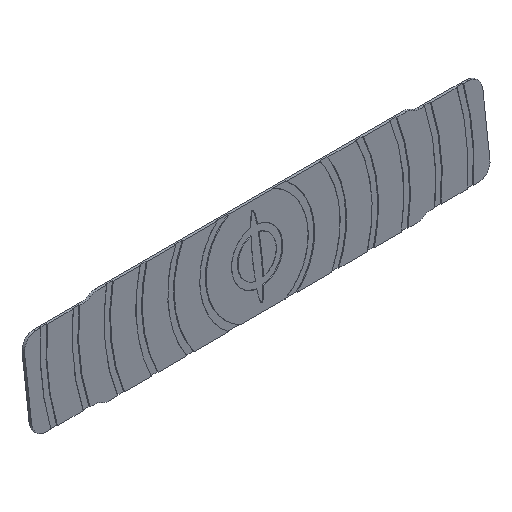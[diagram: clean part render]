
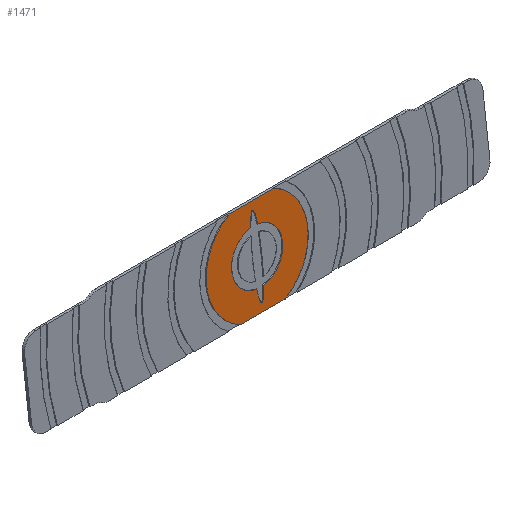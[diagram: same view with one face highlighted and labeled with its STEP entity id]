
A CAD part, isometric view. The second image highlights one B-rep face of the part: STEP entity #1471.
In plain terms, the highlighted planar face has unit normal (0, -0.993, 0.122).
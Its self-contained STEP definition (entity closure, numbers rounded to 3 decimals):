
#15=FACE_BOUND('',#260,.T.);
#18=PLANE('',#1558);
#55=CIRCLE('',#1556,20.);
#57=CIRCLE('',#1559,40.);
#58=CIRCLE('',#1560,40.);
#59=CIRCLE('',#1561,20.);
#178=FACE_OUTER_BOUND('',#259,.T.);
#259=EDGE_LOOP('',(#1020,#1021,#1022,#1023));
#260=EDGE_LOOP('',(#1024,#1025,#1026,#1027));
#344=LINE('',#2233,#484);
#345=LINE('',#2236,#485);
#484=VECTOR('',#1740,10.);
#485=VECTOR('',#1743,10.);
#620=ELLIPSE('',#1551,30.,3.6);
#622=ELLIPSE('',#1553,30.,3.6);
#628=VERTEX_POINT('',#2199);
#629=VERTEX_POINT('',#2200);
#632=VERTEX_POINT('',#2217);
#633=VERTEX_POINT('',#2218);
#636=VERTEX_POINT('',#2229);
#637=VERTEX_POINT('',#2230);
#638=VERTEX_POINT('',#2232);
#639=VERTEX_POINT('',#2234);
#780=EDGE_CURVE('',#628,#629,#620,.T.);
#784=EDGE_CURVE('',#632,#633,#622,.T.);
#788=EDGE_CURVE('',#633,#628,#55,.T.);
#790=EDGE_CURVE('',#636,#637,#57,.T.);
#791=EDGE_CURVE('',#637,#638,#344,.T.);
#792=EDGE_CURVE('',#638,#639,#58,.T.);
#793=EDGE_CURVE('',#639,#636,#345,.T.);
#794=EDGE_CURVE('',#629,#632,#59,.T.);
#1020=ORIENTED_EDGE('',*,*,#790,.T.);
#1021=ORIENTED_EDGE('',*,*,#791,.T.);
#1022=ORIENTED_EDGE('',*,*,#792,.T.);
#1023=ORIENTED_EDGE('',*,*,#793,.T.);
#1024=ORIENTED_EDGE('',*,*,#780,.T.);
#1025=ORIENTED_EDGE('',*,*,#794,.T.);
#1026=ORIENTED_EDGE('',*,*,#784,.T.);
#1027=ORIENTED_EDGE('',*,*,#788,.T.);
#1471=ADVANCED_FACE('',(#178,#15),#18,.F.);
#1551=AXIS2_PLACEMENT_3D('',#2201,#1718,#1719);
#1553=AXIS2_PLACEMENT_3D('',#2219,#1724,#1725);
#1556=AXIS2_PLACEMENT_3D('',#2226,#1732,#1733);
#1558=AXIS2_PLACEMENT_3D('',#2228,#1736,#1737);
#1559=AXIS2_PLACEMENT_3D('',#2231,#1738,#1739);
#1560=AXIS2_PLACEMENT_3D('',#2235,#1741,#1742);
#1561=AXIS2_PLACEMENT_3D('',#2237,#1744,#1745);
#1718=DIRECTION('center_axis',(0.,0.993,-0.122));
#1719=DIRECTION('ref_axis',(0.,0.122,0.993));
#1724=DIRECTION('center_axis',(0.,0.993,-0.122));
#1725=DIRECTION('ref_axis',(0.,0.122,0.993));
#1732=DIRECTION('center_axis',(0.,0.993,-0.122));
#1733=DIRECTION('ref_axis',(1.,0.,0.));
#1736=DIRECTION('center_axis',(0.,0.993,-0.122));
#1737=DIRECTION('ref_axis',(0.,0.122,0.993));
#1738=DIRECTION('center_axis',(0.,-0.993,0.122));
#1739=DIRECTION('ref_axis',(1.,0.,0.));
#1740=DIRECTION('',(-1.,0.,0.));
#1741=DIRECTION('center_axis',(0.,-0.993,0.122));
#1742=DIRECTION('ref_axis',(1.,0.,0.));
#1743=DIRECTION('',(1.,0.,0.));
#1744=DIRECTION('center_axis',(0.,0.993,-0.122));
#1745=DIRECTION('ref_axis',(1.,0.,0.));
#2199=CARTESIAN_POINT('',(197.965,-20.405,30.723));
#2200=CARTESIAN_POINT('',(192.56,-20.405,30.723));
#2201=CARTESIAN_POINT('Origin',(195.263,-17.99,50.392));
#2217=CARTESIAN_POINT('',(192.56,-15.575,70.061));
#2218=CARTESIAN_POINT('',(197.965,-15.575,70.061));
#2219=CARTESIAN_POINT('Origin',(195.263,-17.99,50.392));
#2226=CARTESIAN_POINT('Origin',(195.263,-17.99,50.392));
#2228=CARTESIAN_POINT('Origin',(195.263,-17.99,50.392));
#2229=CARTESIAN_POINT('',(212.781,-22.373,14.7));
#2230=CARTESIAN_POINT('',(212.781,-13.608,86.084));
#2231=CARTESIAN_POINT('Origin',(195.263,-17.99,50.392));
#2232=CARTESIAN_POINT('',(177.744,-13.608,86.084));
#2233=CARTESIAN_POINT('',(14.5,-13.608,86.084));
#2234=CARTESIAN_POINT('',(177.744,-22.373,14.7));
#2235=CARTESIAN_POINT('Origin',(195.263,-17.99,50.392));
#2236=CARTESIAN_POINT('',(376.025,-22.373,14.7));
#2237=CARTESIAN_POINT('Origin',(195.263,-17.99,50.392));
